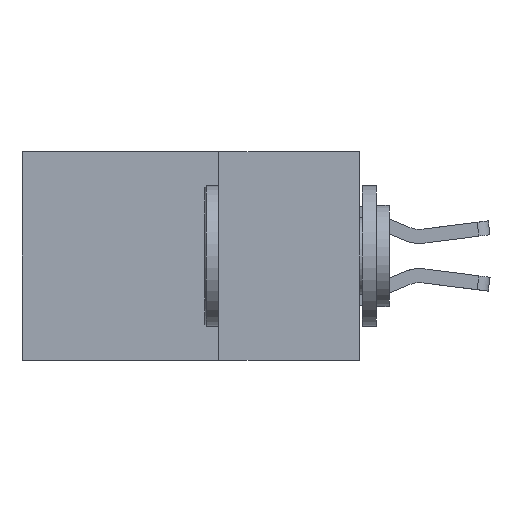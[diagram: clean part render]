
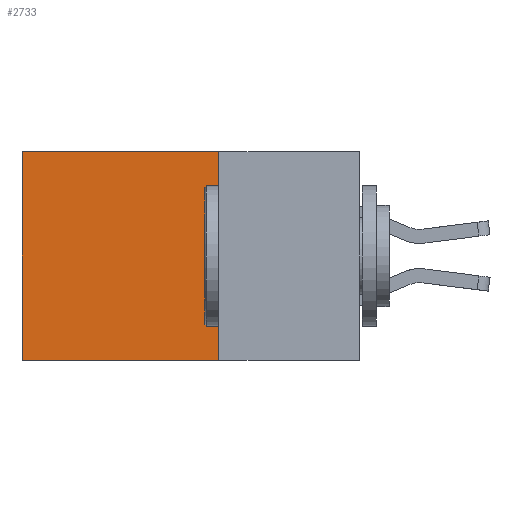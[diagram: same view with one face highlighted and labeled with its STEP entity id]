
A CAD part, left-side view. The second image highlights one B-rep face of the part: STEP entity #2733.
In plain terms, the highlighted planar face has unit normal (-1, 0, 0).
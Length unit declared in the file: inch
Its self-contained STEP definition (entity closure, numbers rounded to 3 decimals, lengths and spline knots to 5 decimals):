
#585 = EDGE_LOOP ( 'NONE', ( #9049, #1037, #1382, #4747 ) ) ;
#896 = DIRECTION ( 'NONE',  ( 0., 0., -1. ) ) ;
#915 = VERTEX_POINT ( 'NONE', #2295 ) ;
#1037 = ORIENTED_EDGE ( 'NONE', *, *, #7646, .F. ) ;
#1382 = ORIENTED_EDGE ( 'NONE', *, *, #11139, .F. ) ;
#1682 = VECTOR ( 'NONE', #11448, 39.37008 ) ;
#2295 = CARTESIAN_POINT ( 'NONE',  ( 0.2875, 0.25, 0. ) ) ;
#2733 = ADVANCED_FACE ( 'NONE', ( #3234 ), #5036, .F. ) ;
#3234 = FACE_OUTER_BOUND ( 'NONE', #585, .T. ) ;
#4239 = EDGE_CURVE ( 'NONE', #915, #4571, #13331, .T. ) ;
#4464 = DIRECTION ( 'NONE',  ( 0., 1., 0. ) ) ;
#4571 = VERTEX_POINT ( 'NONE', #8188 ) ;
#4747 = ORIENTED_EDGE ( 'NONE', *, *, #4239, .T. ) ;
#5036 = PLANE ( 'NONE',  #11172 ) ;
#5167 = VECTOR ( 'NONE', #6487, 39.37008 ) ;
#5200 = CARTESIAN_POINT ( 'NONE',  ( 0.2875, 0.25, 0. ) ) ;
#5339 = DIRECTION ( 'NONE',  ( 0., 0., -1. ) ) ;
#5473 = LINE ( 'NONE', #9594, #13349 ) ;
#5850 = CARTESIAN_POINT ( 'NONE',  ( 0.2875, 0.6, -0.37 ) ) ;
#6093 = DIRECTION ( 'NONE',  ( 1., 0., 0. ) ) ;
#6487 = DIRECTION ( 'NONE',  ( 0., 1., 0. ) ) ;
#6565 = EDGE_CURVE ( 'NONE', #4571, #9693, #7524, .T. ) ;
#7524 = LINE ( 'NONE', #12464, #1682 ) ;
#7646 = EDGE_CURVE ( 'NONE', #7965, #9693, #8333, .T. ) ;
#7965 = VERTEX_POINT ( 'NONE', #13093 ) ;
#8188 = CARTESIAN_POINT ( 'NONE',  ( 0.2875, 0.6, 0. ) ) ;
#8333 = LINE ( 'NONE', #11655, #5167 ) ;
#9049 = ORIENTED_EDGE ( 'NONE', *, *, #6565, .T. ) ;
#9594 = CARTESIAN_POINT ( 'NONE',  ( 0.2875, 0.25, 0. ) ) ;
#9693 = VERTEX_POINT ( 'NONE', #5850 ) ;
#9722 = CARTESIAN_POINT ( 'NONE',  ( 0.2875, 0.25, 0. ) ) ;
#10679 = VECTOR ( 'NONE', #4464, 39.37008 ) ;
#11139 = EDGE_CURVE ( 'NONE', #915, #7965, #5473, .T. ) ;
#11172 = AXIS2_PLACEMENT_3D ( 'NONE', #5200, #6093, #5339 ) ;
#11448 = DIRECTION ( 'NONE',  ( 0., 0., -1. ) ) ;
#11655 = CARTESIAN_POINT ( 'NONE',  ( 0.2875, 0.25, -0.37 ) ) ;
#12464 = CARTESIAN_POINT ( 'NONE',  ( 0.2875, 0.6, 0. ) ) ;
#13093 = CARTESIAN_POINT ( 'NONE',  ( 0.2875, 0.25, -0.37 ) ) ;
#13331 = LINE ( 'NONE', #9722, #10679 ) ;
#13349 = VECTOR ( 'NONE', #896, 39.37008 ) ;
